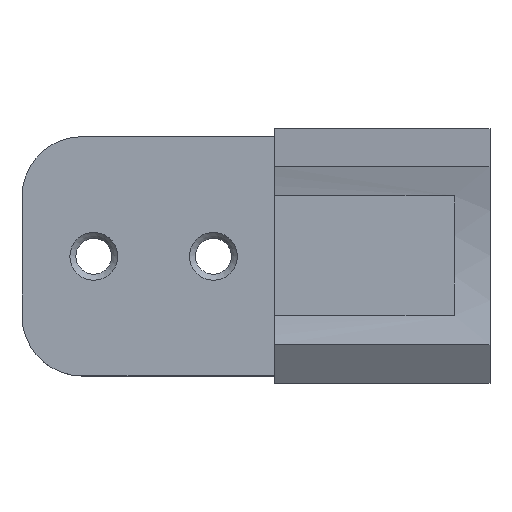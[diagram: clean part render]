
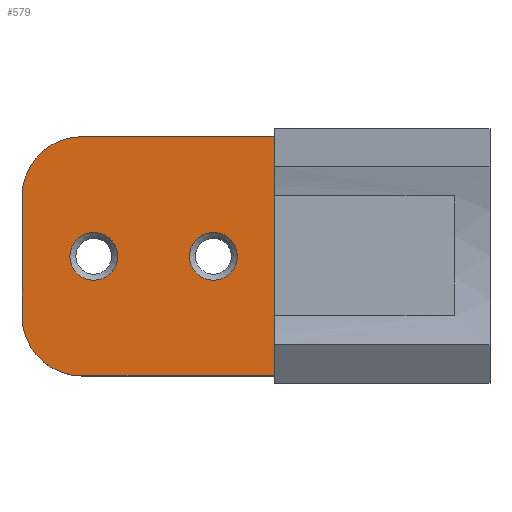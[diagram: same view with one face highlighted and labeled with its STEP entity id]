
A CAD part, top view. The second image highlights one B-rep face of the part: STEP entity #579.
In plain terms, the highlighted planar face has unit normal (0, 0, 1).
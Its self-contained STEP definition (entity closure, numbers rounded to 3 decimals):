
#27=FACE_BOUND('',#102,.T.);
#28=FACE_BOUND('',#103,.T.);
#33=PLANE('',#635);
#67=FACE_OUTER_BOUND('',#101,.T.);
#101=EDGE_LOOP('',(#440,#441,#442,#443,#444,#445));
#102=EDGE_LOOP('',(#446));
#103=EDGE_LOOP('',(#447));
#134=LINE('',#881,#184);
#140=LINE('',#898,#190);
#143=LINE('',#903,#193);
#144=LINE('',#905,#194);
#184=VECTOR('',#713,10.);
#190=VECTOR('',#729,10.);
#193=VECTOR('',#734,10.);
#194=VECTOR('',#737,10.);
#225=CIRCLE('',#616,2.);
#228=CIRCLE('',#621,2.);
#232=CIRCLE('',#627,5.);
#234=CIRCLE('',#632,5.);
#252=VERTEX_POINT('',#846);
#255=VERTEX_POINT('',#856);
#260=VERTEX_POINT('',#869);
#261=VERTEX_POINT('',#871);
#264=VERTEX_POINT('',#879);
#268=VERTEX_POINT('',#891);
#269=VERTEX_POINT('',#892);
#270=VERTEX_POINT('',#897);
#308=EDGE_CURVE('',#252,#252,#225,.T.);
#313=EDGE_CURVE('',#255,#255,#228,.T.);
#320=EDGE_CURVE('',#260,#261,#232,.T.);
#325=EDGE_CURVE('',#260,#264,#134,.T.);
#330=EDGE_CURVE('',#268,#269,#234,.T.);
#333=EDGE_CURVE('',#270,#269,#140,.T.);
#336=EDGE_CURVE('',#268,#261,#143,.T.);
#337=EDGE_CURVE('',#270,#264,#144,.T.);
#440=ORIENTED_EDGE('',*,*,#320,.F.);
#441=ORIENTED_EDGE('',*,*,#325,.T.);
#442=ORIENTED_EDGE('',*,*,#337,.F.);
#443=ORIENTED_EDGE('',*,*,#333,.T.);
#444=ORIENTED_EDGE('',*,*,#330,.F.);
#445=ORIENTED_EDGE('',*,*,#336,.T.);
#446=ORIENTED_EDGE('',*,*,#308,.T.);
#447=ORIENTED_EDGE('',*,*,#313,.T.);
#579=ADVANCED_FACE('',(#67,#27,#28),#33,.T.);
#616=AXIS2_PLACEMENT_3D('',#847,#678,#679);
#621=AXIS2_PLACEMENT_3D('',#857,#690,#691);
#627=AXIS2_PLACEMENT_3D('',#872,#705,#706);
#632=AXIS2_PLACEMENT_3D('',#893,#723,#724);
#635=AXIS2_PLACEMENT_3D('',#904,#735,#736);
#678=DIRECTION('center_axis',(0.,0.,-1.));
#679=DIRECTION('ref_axis',(1.,0.,0.));
#690=DIRECTION('center_axis',(0.,0.,-1.));
#691=DIRECTION('ref_axis',(1.,0.,0.));
#705=DIRECTION('center_axis',(0.,0.,-1.));
#706=DIRECTION('ref_axis',(-0.707,-0.707,0.));
#713=DIRECTION('',(1.,0.,0.));
#723=DIRECTION('center_axis',(0.,0.,-1.));
#724=DIRECTION('ref_axis',(-0.707,0.707,0.));
#729=DIRECTION('',(-1.,0.,0.));
#734=DIRECTION('',(0.,-1.,0.));
#735=DIRECTION('center_axis',(0.,0.,1.));
#736=DIRECTION('ref_axis',(1.,0.,0.));
#737=DIRECTION('',(0.,-1.,0.));
#846=CARTESIAN_POINT('',(3.,0.,-53.));
#847=CARTESIAN_POINT('Origin',(5.,0.,-53.));
#856=CARTESIAN_POINT('',(13.,0.,-53.));
#857=CARTESIAN_POINT('Origin',(15.,0.,-53.));
#869=CARTESIAN_POINT('',(4.,-10.,-53.));
#871=CARTESIAN_POINT('',(-1.,-5.,-53.));
#872=CARTESIAN_POINT('Origin',(4.,-5.,-53.));
#879=CARTESIAN_POINT('',(20.875,-10.,-53.));
#881=CARTESIAN_POINT('',(-34.875,-10.,-53.));
#891=CARTESIAN_POINT('',(-1.,5.,-53.));
#892=CARTESIAN_POINT('',(4.,10.,-53.));
#893=CARTESIAN_POINT('Origin',(4.,5.,-53.));
#897=CARTESIAN_POINT('',(20.875,10.,-53.));
#898=CARTESIAN_POINT('',(-1.,10.,-53.));
#903=CARTESIAN_POINT('',(-1.,5.,-53.));
#904=CARTESIAN_POINT('Origin',(-34.875,10.,-53.));
#905=CARTESIAN_POINT('',(20.875,5.,-53.));
